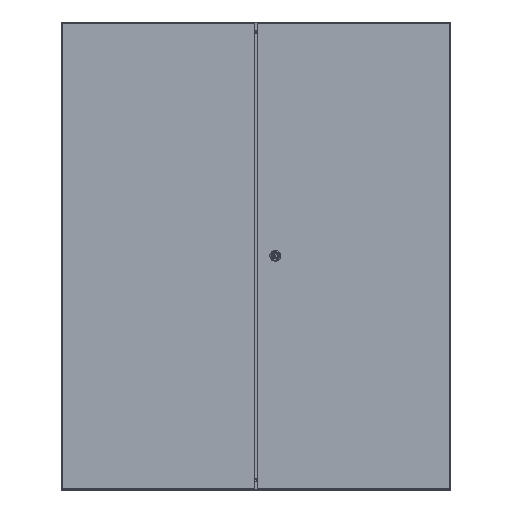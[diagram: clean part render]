
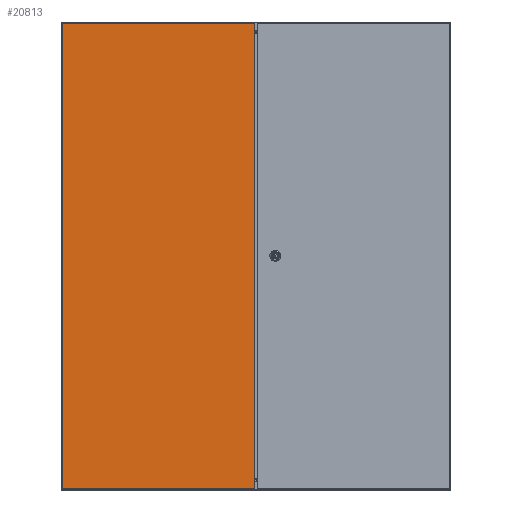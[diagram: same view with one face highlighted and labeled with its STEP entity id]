
A CAD part, top view. The second image highlights one B-rep face of the part: STEP entity #20813.
In plain terms, the highlighted planar face has unit normal (0, 0, 1).
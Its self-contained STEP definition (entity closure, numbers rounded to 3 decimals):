
#2087 = VECTOR ( 'NONE', #33663, 1000. ) ;
#2652 = CARTESIAN_POINT ( 'NONE',  ( 497., 1197., 17.5 ) ) ;
#3661 = CARTESIAN_POINT ( 'NONE',  ( 497., 3., 17.5 ) ) ;
#5564 = CARTESIAN_POINT ( 'NONE',  ( 497., 1197., 17.5 ) ) ;
#10623 = EDGE_CURVE ( 'NONE', #14209, #75307, #26937, .T. ) ;
#11562 = PLANE ( 'NONE',  #26199 ) ;
#14209 = VERTEX_POINT ( 'NONE', #74591 ) ;
#15074 = VECTOR ( 'NONE', #64388, 1000. ) ;
#17491 = CARTESIAN_POINT ( 'NONE',  ( 0., 0., 17.5 ) ) ;
#18381 = FACE_OUTER_BOUND ( 'NONE', #82103, .T. ) ;
#20813 = ADVANCED_FACE ( 'NONE', ( #18381 ), #11562, .T. ) ;
#26199 = AXIS2_PLACEMENT_3D ( 'NONE', #17491, #79824, #87572 ) ;
#26353 = LINE ( 'NONE', #54301, #2087 ) ;
#26937 = LINE ( 'NONE', #48910, #15074 ) ;
#33663 = DIRECTION ( 'NONE',  ( -1., 0., 0. ) ) ;
#36995 = EDGE_CURVE ( 'NONE', #65238, #64233, #26353, .T. ) ;
#37029 = ORIENTED_EDGE ( 'NONE', *, *, #10623, .T. ) ;
#38110 = VECTOR ( 'NONE', #62385, 1000. ) ;
#41697 = LINE ( 'NONE', #54559, #38110 ) ;
#42033 = EDGE_CURVE ( 'NONE', #64233, #14209, #41697, .T. ) ;
#43194 = ORIENTED_EDGE ( 'NONE', *, *, #42033, .T. ) ;
#48910 = CARTESIAN_POINT ( 'NONE',  ( 2.5, 3., 17.5 ) ) ;
#54301 = CARTESIAN_POINT ( 'NONE',  ( 2.5, 1197., 17.5 ) ) ;
#54559 = CARTESIAN_POINT ( 'NONE',  ( 2.5, 1197., 17.5 ) ) ;
#57952 = VECTOR ( 'NONE', #74672, 1000. ) ;
#59114 = ORIENTED_EDGE ( 'NONE', *, *, #77944, .T. ) ;
#59550 = LINE ( 'NONE', #5564, #57952 ) ;
#62385 = DIRECTION ( 'NONE',  ( 0., -1., 0. ) ) ;
#64233 = VERTEX_POINT ( 'NONE', #70525 ) ;
#64388 = DIRECTION ( 'NONE',  ( 1., 0., 0. ) ) ;
#65238 = VERTEX_POINT ( 'NONE', #2652 ) ;
#69758 = ORIENTED_EDGE ( 'NONE', *, *, #36995, .T. ) ;
#70525 = CARTESIAN_POINT ( 'NONE',  ( 2.5, 1197., 17.5 ) ) ;
#74591 = CARTESIAN_POINT ( 'NONE',  ( 2.5, 3., 17.5 ) ) ;
#74672 = DIRECTION ( 'NONE',  ( 0., 1., 0. ) ) ;
#75307 = VERTEX_POINT ( 'NONE', #3661 ) ;
#77944 = EDGE_CURVE ( 'NONE', #75307, #65238, #59550, .T. ) ;
#79824 = DIRECTION ( 'NONE',  ( 0., 0., 1. ) ) ;
#82103 = EDGE_LOOP ( 'NONE', ( #43194, #37029, #59114, #69758 ) ) ;
#87572 = DIRECTION ( 'NONE',  ( 1., 0., 0. ) ) ;
